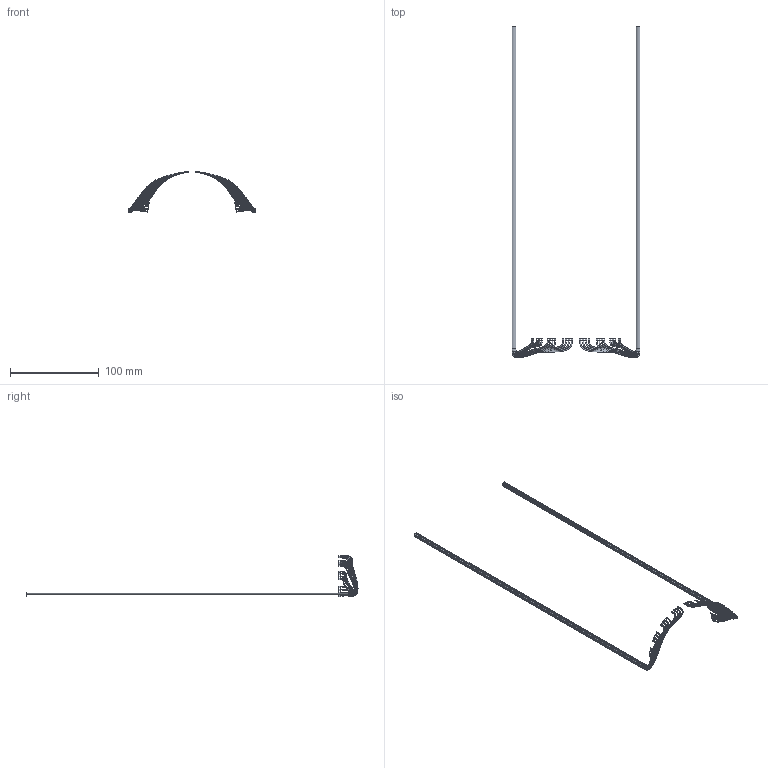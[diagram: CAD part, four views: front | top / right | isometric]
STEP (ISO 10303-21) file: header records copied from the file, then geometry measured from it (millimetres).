
FILE_DESCRIPTION(/* description */ (''),/* implementation_level */ '2;1');
FILE_NAME(/* name */ 'ePic-L0_FPCcableright&left-eSide.v4-COPPER.stp',/* time_stamp */ '2025-05-13T14:46:01+02:00',/* author */ (''),/* organization */ (''),/* preprocessor_version */ 'ST-DEVELOPER v19.4',/* originating_system */ 'SIEMENS PLM Software NX2306.5001',/* authorisation */ '');
FILE_SCHEMA (('AP203_CONFIGURATION_CONTROLLED_3D_DESIGN_OF_MECHANICAL_PARTS_AND_ASSEMBLIES_MIM_LF { 1 0 10303 403 2 1 2}'));
Length unit declared in the file: millimetre
Products named in the file (1): ePic-L1_FPCcableright&left-eSide.v4_objects
Bounding box: 143.9 x 374.28 x 46.33 mm (x, y, z)
Volume: 8605.7 mm3; surface area: 38559.1 mm2
Topology: 96 solids, 96 shells, 448 faces, 768 edges, 512 vertices
Faces by surface type: plane 288, cylinder 128, bspline 32
Full cylindrical faces by diameter (mm): 0.9 x32
Entity records: 24568 total; most frequent: CARTESIAN_POINT 15897, DIRECTION 1730, ORIENTED_EDGE 1344, AXIS2_PLACEMENT_3D 737, EDGE_CURVE 672, EDGE_LOOP 512, VERTEX_POINT 480, ADVANCED_FACE 448
